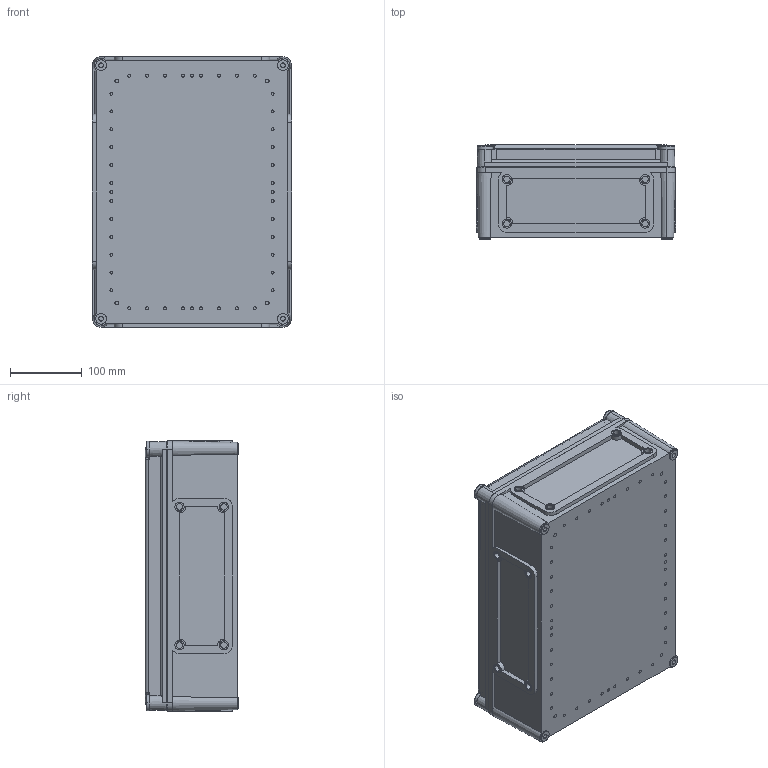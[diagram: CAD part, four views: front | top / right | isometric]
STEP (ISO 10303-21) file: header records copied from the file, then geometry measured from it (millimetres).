
FILE_DESCRIPTION (( 'STEP AP214' ), '1' );
FILE_NAME ('FIBOX_EKPE_130G_2538043.STEP', '2022-12-19T11:05:33', ( 'fiboxadmin' ), ( '' ), 'SwSTEP 2.0', 'SolidWorks 2021', '' );
FILE_SCHEMA (( 'AUTOMOTIVE_DESIGN' ));
Length unit declared in the file: millimetre
Products named in the file (4): FIBOX_EKPE_130G_2538043; Fibox_EKPE_380x280x100_B; FIBOX_EKP30C; CS 10256 Cross head screw
Assembly tree (6 placements, depth 2):
  FIBOX_EKPE_130G_2538043
    Fibox_EKPE_380x280x100_B
    FIBOX_EKP30C
    CS 10256 Cross head screw  x4
Bounding box: 279 x 131 x 379 mm (x, y, z)
Volume: 1423491.7 mm3; surface area: 799058.8 mm2
Topology: 6 solids, 6 shells, 1454 faces, 3645 edges, 2345 vertices
Faces by surface type: plane 725, cylinder 560, cone 103, bspline 56, torus 10
Entity records: 33800 total; most frequent: CARTESIAN_POINT 7016, DIRECTION 5679, ORIENTED_EDGE 5310, EDGE_CURVE 2655, AXIS2_PLACEMENT_3D 2179, VERTEX_POINT 1736, VECTOR 1321, LINE 1321
